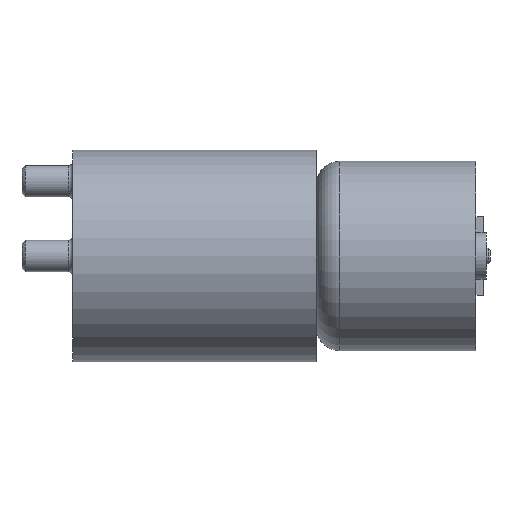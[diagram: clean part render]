
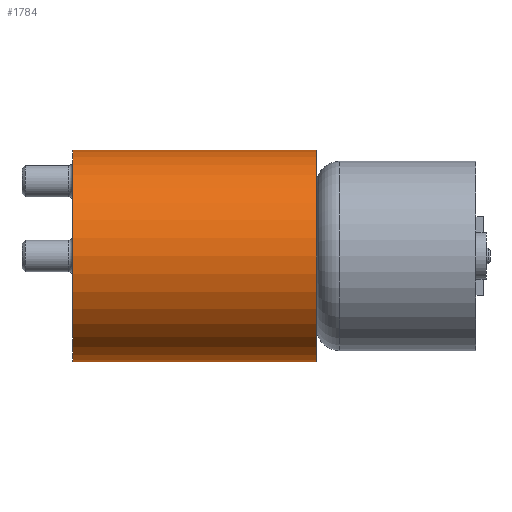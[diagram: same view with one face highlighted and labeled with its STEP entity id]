
A CAD part, front view. The second image highlights one B-rep face of the part: STEP entity #1784.
In plain terms, the highlighted cylindrical face has radius 13.5 mm (diameter 27 mm), a full revolution.
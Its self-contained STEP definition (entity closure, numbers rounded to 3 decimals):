
#1635 = PLANE('',#1636);
#1636 = AXIS2_PLACEMENT_3D('',#1637,#1638,#1639);
#1637 = CARTESIAN_POINT('',(7.6,-13.5,23.473));
#1638 = DIRECTION('',(1.,0.,0.));
#1639 = DIRECTION('',(0.,0.,-1.));
#1694 = EDGE_CURVE('',#1695,#1695,#1697,.T.);
#1695 = VERTEX_POINT('',#1696);
#1696 = CARTESIAN_POINT('',(7.6,-13.5,23.473));
#1697 = SURFACE_CURVE('',#1698,(#1703,#1714),.PCURVE_S1.);
#1698 = CIRCLE('',#1699,13.5);
#1699 = AXIS2_PLACEMENT_3D('',#1700,#1701,#1702);
#1700 = CARTESIAN_POINT('',(7.6,0.,23.473));
#1701 = DIRECTION('',(-1.,0.,0.));
#1702 = DIRECTION('',(0.,-1.,0.));
#1703 = PCURVE('',#1635,#1704);
#1704 = DEFINITIONAL_REPRESENTATION('',(#1705),#1713);
#1705 = ( BOUNDED_CURVE() B_SPLINE_CURVE(2,(#1706,#1707,#1708,#1709,
#1710,#1711,#1712),.UNSPECIFIED.,.F.,.F.) B_SPLINE_CURVE_WITH_KNOTS((1,2
    ,2,2,2,1),(-2.094,0.,2.094,4.189,
6.283,8.378),.UNSPECIFIED.) CURVE() 
GEOMETRIC_REPRESENTATION_ITEM() RATIONAL_B_SPLINE_CURVE((1.,0.5,1.,0.5,
1.,0.5,1.)) REPRESENTATION_ITEM('') );
#1706 = CARTESIAN_POINT('',(0.,0.));
#1707 = CARTESIAN_POINT('',(-23.383,0.));
#1708 = CARTESIAN_POINT('',(-11.691,20.25));
#1709 = CARTESIAN_POINT('',(0.,40.5));
#1710 = CARTESIAN_POINT('',(11.691,20.25));
#1711 = CARTESIAN_POINT('',(23.383,0.));
#1712 = CARTESIAN_POINT('',(0.,0.));
#1713 = ( GEOMETRIC_REPRESENTATION_CONTEXT(2) 
PARAMETRIC_REPRESENTATION_CONTEXT() REPRESENTATION_CONTEXT('2D SPACE',''
  ) );
#1714 = PCURVE('',#1715,#1720);
#1715 = CYLINDRICAL_SURFACE('',#1716,13.5);
#1716 = AXIS2_PLACEMENT_3D('',#1717,#1718,#1719);
#1717 = CARTESIAN_POINT('',(7.6,0.,23.473));
#1718 = DIRECTION('',(1.,0.,0.));
#1719 = DIRECTION('',(0.,-1.,0.));
#1720 = DEFINITIONAL_REPRESENTATION('',(#1721),#1725);
#1721 = LINE('',#1722,#1723);
#1722 = CARTESIAN_POINT('',(-0.,0.));
#1723 = VECTOR('',#1724,1.);
#1724 = DIRECTION('',(-1.,0.));
#1725 = ( GEOMETRIC_REPRESENTATION_CONTEXT(2) 
PARAMETRIC_REPRESENTATION_CONTEXT() REPRESENTATION_CONTEXT('2D SPACE',''
  ) );
#1784 = ADVANCED_FACE('',(#1785),#1715,.T.);
#1785 = FACE_BOUND('',#1786,.F.);
#1786 = EDGE_LOOP('',(#1787,#1810,#1841,#1842));
#1787 = ORIENTED_EDGE('',*,*,#1788,.T.);
#1788 = EDGE_CURVE('',#1695,#1789,#1791,.T.);
#1789 = VERTEX_POINT('',#1790);
#1790 = CARTESIAN_POINT('',(-23.5,-13.5,23.473));
#1791 = SEAM_CURVE('',#1792,(#1796,#1803),.PCURVE_S1.);
#1792 = LINE('',#1793,#1794);
#1793 = CARTESIAN_POINT('',(7.6,-13.5,23.473));
#1794 = VECTOR('',#1795,1.);
#1795 = DIRECTION('',(-1.,0.,0.));
#1796 = PCURVE('',#1715,#1797);
#1797 = DEFINITIONAL_REPRESENTATION('',(#1798),#1802);
#1798 = LINE('',#1799,#1800);
#1799 = CARTESIAN_POINT('',(-0.,0.));
#1800 = VECTOR('',#1801,1.);
#1801 = DIRECTION('',(-0.,-1.));
#1802 = ( GEOMETRIC_REPRESENTATION_CONTEXT(2) 
PARAMETRIC_REPRESENTATION_CONTEXT() REPRESENTATION_CONTEXT('2D SPACE',''
  ) );
#1803 = PCURVE('',#1715,#1804);
#1804 = DEFINITIONAL_REPRESENTATION('',(#1805),#1809);
#1805 = LINE('',#1806,#1807);
#1806 = CARTESIAN_POINT('',(-6.283,0.));
#1807 = VECTOR('',#1808,1.);
#1808 = DIRECTION('',(-0.,-1.));
#1809 = ( GEOMETRIC_REPRESENTATION_CONTEXT(2) 
PARAMETRIC_REPRESENTATION_CONTEXT() REPRESENTATION_CONTEXT('2D SPACE',''
  ) );
#1810 = ORIENTED_EDGE('',*,*,#1811,.T.);
#1811 = EDGE_CURVE('',#1789,#1789,#1812,.T.);
#1812 = SURFACE_CURVE('',#1813,(#1818,#1825),.PCURVE_S1.);
#1813 = CIRCLE('',#1814,13.5);
#1814 = AXIS2_PLACEMENT_3D('',#1815,#1816,#1817);
#1815 = CARTESIAN_POINT('',(-23.5,0.,23.473));
#1816 = DIRECTION('',(-1.,0.,0.));
#1817 = DIRECTION('',(0.,-1.,0.));
#1818 = PCURVE('',#1715,#1819);
#1819 = DEFINITIONAL_REPRESENTATION('',(#1820),#1824);
#1820 = LINE('',#1821,#1822);
#1821 = CARTESIAN_POINT('',(-0.,-31.1));
#1822 = VECTOR('',#1823,1.);
#1823 = DIRECTION('',(-1.,0.));
#1824 = ( GEOMETRIC_REPRESENTATION_CONTEXT(2) 
PARAMETRIC_REPRESENTATION_CONTEXT() REPRESENTATION_CONTEXT('2D SPACE',''
  ) );
#1825 = PCURVE('',#1826,#1831);
#1826 = PLANE('',#1827);
#1827 = AXIS2_PLACEMENT_3D('',#1828,#1829,#1830);
#1828 = CARTESIAN_POINT('',(-23.5,-13.5,23.473));
#1829 = DIRECTION('',(1.,0.,0.));
#1830 = DIRECTION('',(0.,0.,-1.));
#1831 = DEFINITIONAL_REPRESENTATION('',(#1832),#1840);
#1832 = ( BOUNDED_CURVE() B_SPLINE_CURVE(2,(#1833,#1834,#1835,#1836,
#1837,#1838,#1839),.UNSPECIFIED.,.F.,.F.) B_SPLINE_CURVE_WITH_KNOTS((1,2
    ,2,2,2,1),(-2.094,0.,2.094,4.189,
6.283,8.378),.UNSPECIFIED.) CURVE() 
GEOMETRIC_REPRESENTATION_ITEM() RATIONAL_B_SPLINE_CURVE((1.,0.5,1.,0.5,
1.,0.5,1.)) REPRESENTATION_ITEM('') );
#1833 = CARTESIAN_POINT('',(0.,0.));
#1834 = CARTESIAN_POINT('',(-23.383,0.));
#1835 = CARTESIAN_POINT('',(-11.691,20.25));
#1836 = CARTESIAN_POINT('',(0.,40.5));
#1837 = CARTESIAN_POINT('',(11.691,20.25));
#1838 = CARTESIAN_POINT('',(23.383,0.));
#1839 = CARTESIAN_POINT('',(0.,0.));
#1840 = ( GEOMETRIC_REPRESENTATION_CONTEXT(2) 
PARAMETRIC_REPRESENTATION_CONTEXT() REPRESENTATION_CONTEXT('2D SPACE',''
  ) );
#1841 = ORIENTED_EDGE('',*,*,#1788,.F.);
#1842 = ORIENTED_EDGE('',*,*,#1694,.F.);
